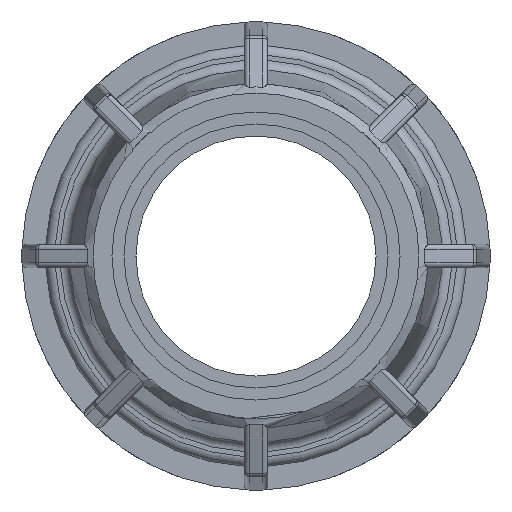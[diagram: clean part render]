
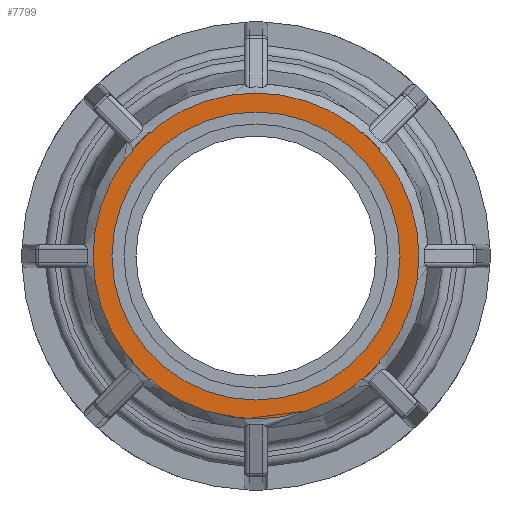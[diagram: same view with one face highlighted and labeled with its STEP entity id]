
A CAD part, left-side view. The second image highlights one B-rep face of the part: STEP entity #7799.
In plain terms, the highlighted planar face has unit normal (-1, 0, 0).
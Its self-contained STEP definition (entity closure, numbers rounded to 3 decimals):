
#1465=PLANE('',#8515);
#1602=FACE_BOUND('',#2399,.T.);
#1871=FACE_OUTER_BOUND('',#2398,.T.);
#2398=EDGE_LOOP('',(#6137,#6138,#6139,#6140,#6141,#6142,#6143,#6144));
#2399=EDGE_LOOP('',(#6145));
#2832=CIRCLE('',#8380,13.576);
#2833=CIRCLE('',#8381,13.576);
#2834=CIRCLE('',#8382,13.576);
#2835=CIRCLE('',#8383,13.576);
#2836=CIRCLE('',#8384,13.576);
#2837=CIRCLE('',#8385,13.576);
#2838=CIRCLE('',#8386,13.576);
#2839=CIRCLE('',#8387,13.576);
#2901=CIRCLE('',#8516,12.);
#3139=VERTEX_POINT('',#11427);
#3175=VERTEX_POINT('',#11658);
#3211=VERTEX_POINT('',#11893);
#3247=VERTEX_POINT('',#12124);
#3283=VERTEX_POINT('',#12359);
#3319=VERTEX_POINT('',#12590);
#3355=VERTEX_POINT('',#12825);
#3436=VERTEX_POINT('',#13480);
#3472=VERTEX_POINT('',#13812);
#4298=EDGE_CURVE('',#3436,#3139,#2832,.T.);
#4299=EDGE_CURVE('',#3139,#3175,#2833,.T.);
#4300=EDGE_CURVE('',#3175,#3211,#2834,.T.);
#4301=EDGE_CURVE('',#3211,#3247,#2835,.T.);
#4302=EDGE_CURVE('',#3247,#3283,#2836,.T.);
#4303=EDGE_CURVE('',#3283,#3319,#2837,.T.);
#4304=EDGE_CURVE('',#3319,#3355,#2838,.T.);
#4305=EDGE_CURVE('',#3355,#3436,#2839,.T.);
#4409=EDGE_CURVE('',#3472,#3472,#2901,.T.);
#6137=ORIENTED_EDGE('',*,*,#4298,.F.);
#6138=ORIENTED_EDGE('',*,*,#4305,.F.);
#6139=ORIENTED_EDGE('',*,*,#4304,.F.);
#6140=ORIENTED_EDGE('',*,*,#4303,.F.);
#6141=ORIENTED_EDGE('',*,*,#4302,.F.);
#6142=ORIENTED_EDGE('',*,*,#4301,.F.);
#6143=ORIENTED_EDGE('',*,*,#4300,.F.);
#6144=ORIENTED_EDGE('',*,*,#4299,.F.);
#6145=ORIENTED_EDGE('',*,*,#4409,.F.);
#7799=ADVANCED_FACE('',(#1871,#1602),#1465,.T.);
#8380=AXIS2_PLACEMENT_3D('',#13481,#9827,#9828);
#8381=AXIS2_PLACEMENT_3D('',#13482,#9829,#9830);
#8382=AXIS2_PLACEMENT_3D('',#13483,#9831,#9832);
#8383=AXIS2_PLACEMENT_3D('',#13484,#9833,#9834);
#8384=AXIS2_PLACEMENT_3D('',#13485,#9835,#9836);
#8385=AXIS2_PLACEMENT_3D('',#13486,#9837,#9838);
#8386=AXIS2_PLACEMENT_3D('',#13487,#9839,#9840);
#8387=AXIS2_PLACEMENT_3D('',#13488,#9841,#9842);
#8515=AXIS2_PLACEMENT_3D('',#13811,#10125,#10126);
#8516=AXIS2_PLACEMENT_3D('',#13813,#10127,#10128);
#9827=DIRECTION('center_axis',(1.,0.,0.));
#9828=DIRECTION('ref_axis',(0.,1.,0.));
#9829=DIRECTION('center_axis',(1.,0.,0.));
#9830=DIRECTION('ref_axis',(0.,1.,0.));
#9831=DIRECTION('center_axis',(1.,0.,0.));
#9832=DIRECTION('ref_axis',(0.,1.,0.));
#9833=DIRECTION('center_axis',(1.,0.,0.));
#9834=DIRECTION('ref_axis',(0.,1.,0.));
#9835=DIRECTION('center_axis',(1.,0.,0.));
#9836=DIRECTION('ref_axis',(0.,1.,0.));
#9837=DIRECTION('center_axis',(1.,0.,0.));
#9838=DIRECTION('ref_axis',(0.,1.,0.));
#9839=DIRECTION('center_axis',(1.,0.,0.));
#9840=DIRECTION('ref_axis',(0.,1.,0.));
#9841=DIRECTION('center_axis',(1.,0.,0.));
#9842=DIRECTION('ref_axis',(0.,1.,0.));
#10125=DIRECTION('center_axis',(-1.,0.,0.));
#10126=DIRECTION('ref_axis',(0.,0.,-1.));
#10127=DIRECTION('center_axis',(-1.,0.,0.));
#10128=DIRECTION('ref_axis',(0.,0.,-1.));
#11427=CARTESIAN_POINT('',(-34.92,-9.599,-9.599));
#11658=CARTESIAN_POINT('',(-34.92,0.,-13.576));
#11893=CARTESIAN_POINT('',(-34.92,9.599,-9.599));
#12124=CARTESIAN_POINT('',(-34.92,13.576,0.));
#12359=CARTESIAN_POINT('',(-34.92,9.599,9.599));
#12590=CARTESIAN_POINT('',(-34.92,0.,13.576));
#12825=CARTESIAN_POINT('',(-34.92,-9.599,9.599));
#13480=CARTESIAN_POINT('',(-34.92,-13.576,0.));
#13481=CARTESIAN_POINT('Origin',(-34.92,0.,0.));
#13482=CARTESIAN_POINT('Origin',(-34.92,0.,0.));
#13483=CARTESIAN_POINT('Origin',(-34.92,0.,0.));
#13484=CARTESIAN_POINT('Origin',(-34.92,0.,0.));
#13485=CARTESIAN_POINT('Origin',(-34.92,0.,0.));
#13486=CARTESIAN_POINT('Origin',(-34.92,0.,0.));
#13487=CARTESIAN_POINT('Origin',(-34.92,0.,0.));
#13488=CARTESIAN_POINT('Origin',(-34.92,0.,0.));
#13811=CARTESIAN_POINT('Origin',(-34.92,-12.,0.));
#13812=CARTESIAN_POINT('',(-34.92,-12.,0.));
#13813=CARTESIAN_POINT('Origin',(-34.92,0.,0.));
